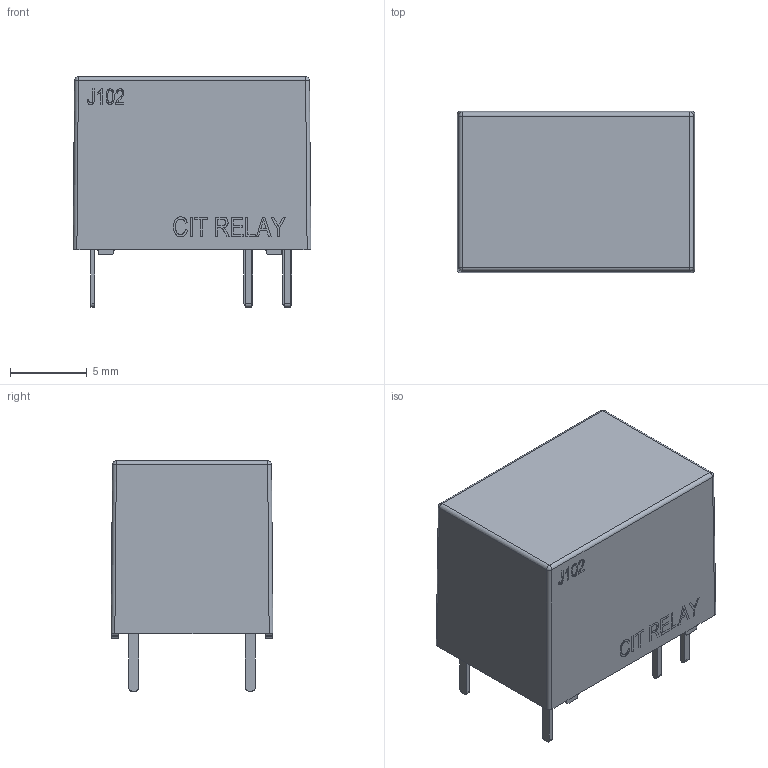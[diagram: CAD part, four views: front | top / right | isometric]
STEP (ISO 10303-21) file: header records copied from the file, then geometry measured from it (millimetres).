
FILE_DESCRIPTION(/* description */ (''),/* implementation_level */ '2;1');
FILE_NAME(/* name */ 'J1021C.stp',/* time_stamp */ '2022-09-26T08:47:54-05:00',/* author */ ('cnher'),/* organization */ (''),/* preprocessor_version */ 'ST-DEVELOPER v19',/* originating_system */ 'Autodesk Inventor 2023',/* authorisation */ '');
FILE_SCHEMA (('AUTOMOTIVE_DESIGN { 1 0 10303 214 3 1 1 }'));
Length unit declared in the file: millimetre
Products named in the file (6): J1021C; J102_Cover; J102_Terminal; J102_Terminal_SQ; J102_Terminal_2; J102_Base
Assembly tree (8 placements, depth 2):
  J1021C
    J102_Cover
    J102_Terminal  x2
    J102_Terminal_SQ  x2
    J102_Terminal_2  x2
    J102_Base
Bounding box: 15.54 x 10.58 x 15.05 mm (x, y, z)
Volume: 445.8 mm3; surface area: 1953.4 mm2
Topology: 10 solids, 10 shells, 359 faces, 933 edges, 610 vertices
Faces by surface type: plane 260, cylinder 51, bspline 44, sphere 4
Full cylindrical faces by diameter (mm): 1.25 x1, 4.5 x2
Entity records: 10925 total; most frequent: CARTESIAN_POINT 2480, ORIENTED_EDGE 1762, DIRECTION 1499, EDGE_CURVE 881, LINE 701, VECTOR 701, VERTEX_POINT 578, AXIS2_PLACEMENT_3D 399
